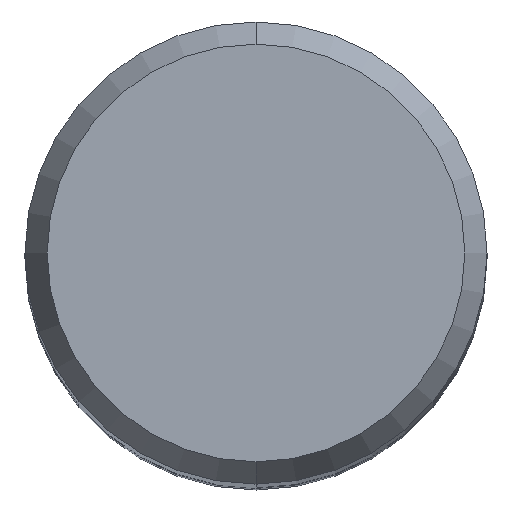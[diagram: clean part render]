
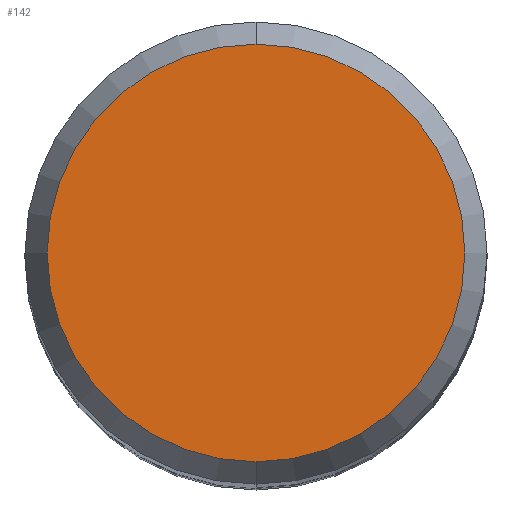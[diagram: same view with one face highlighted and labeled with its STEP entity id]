
A CAD part, top view. The second image highlights one B-rep face of the part: STEP entity #142.
In plain terms, the highlighted planar face has unit normal (0, 0, 1).
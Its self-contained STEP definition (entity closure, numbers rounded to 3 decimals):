
#96=VERTEX_POINT('',#218);
#124=VERTEX_POINT('',#248);
#132=EDGE_CURVE('',#96,#124,#258,.T.);
#142=ADVANCED_FACE('',(#269),#270,.T.);
#178=EDGE_CURVE('',#124,#96,#312,.T.);
#218=CARTESIAN_POINT('',(0.,-4.304,0.01));
#248=CARTESIAN_POINT('',(0.0,4.304,0.01));
#258=CIRCLE('',#400,4.304);
#269=FACE_OUTER_BOUND('',#414,.T.);
#270=PLANE('',#415);
#312=CIRCLE('',#467,4.304);
#400=AXIS2_PLACEMENT_3D('',#537,#538,#539);
#414=EDGE_LOOP('',(#551,#552));
#415=AXIS2_PLACEMENT_3D('',#553,#554,#555);
#467=AXIS2_PLACEMENT_3D('',#613,#614,#615);
#537=CARTESIAN_POINT('',(0.0,0.0,0.01));
#538=DIRECTION('',(0.0,0.0,-1.0));
#539=DIRECTION('',(0.0,1.0,0.0));
#551=ORIENTED_EDGE('',*,*,#178,.F.);
#552=ORIENTED_EDGE('',*,*,#132,.F.);
#553=CARTESIAN_POINT('',(0.0,2.152,0.01));
#554=DIRECTION('',(-0.0,0.0,1.0));
#555=DIRECTION('',(0.0,-1.0,0.0));
#613=CARTESIAN_POINT('',(0.0,0.0,0.01));
#614=DIRECTION('',(0.0,0.0,-1.0));
#615=DIRECTION('',(0.0,1.0,0.0));
